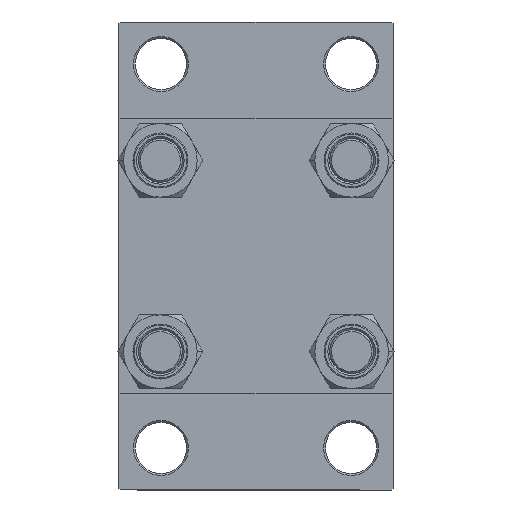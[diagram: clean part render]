
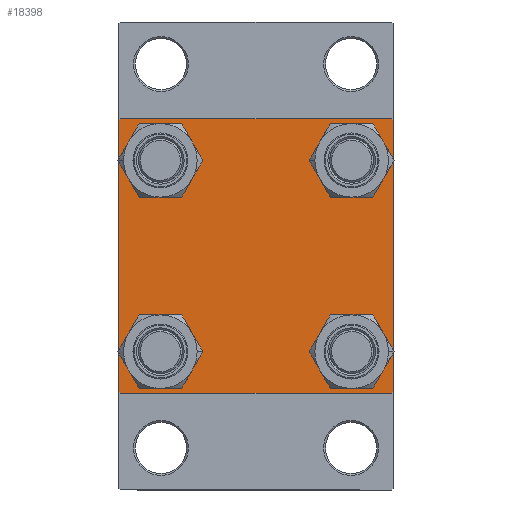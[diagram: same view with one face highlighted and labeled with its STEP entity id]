
A CAD part, left-side view. The second image highlights one B-rep face of the part: STEP entity #18398.
In plain terms, the highlighted planar face has unit normal (-1, 0, 0).
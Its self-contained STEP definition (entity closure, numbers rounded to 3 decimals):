
#744 = LINE ( 'NONE', #29499, #4100 ) ;
#979 = ORIENTED_EDGE ( 'NONE', *, *, #34540, .T. ) ;
#1205 = EDGE_CURVE ( 'NONE', #7587, #40837, #26113, .T. ) ;
#2367 = CARTESIAN_POINT ( 'NONE',  ( 0., 26.15, 26.15 ) ) ;
#2696 = DIRECTION ( 'NONE',  ( -1., 0., 0. ) ) ;
#3116 = CARTESIAN_POINT ( 'NONE',  ( 0., -26.15, 26.15 ) ) ;
#3182 = DIRECTION ( 'NONE',  ( 0., -1., 0. ) ) ;
#3398 = CIRCLE ( 'NONE', #18705, 6.5 ) ;
#3587 = AXIS2_PLACEMENT_3D ( 'NONE', #14429, #2696, #43429 ) ;
#3850 = EDGE_CURVE ( 'NONE', #17600, #39452, #7185, .T. ) ;
#3915 = AXIS2_PLACEMENT_3D ( 'NONE', #16895, #6802, #38682 ) ;
#4069 = CARTESIAN_POINT ( 'NONE',  ( 0., 37.5, 37.5 ) ) ;
#4100 = VECTOR ( 'NONE', #44147, 1000. ) ;
#4406 = VERTEX_POINT ( 'NONE', #30819 ) ;
#4639 = AXIS2_PLACEMENT_3D ( 'NONE', #23017, #20784, #22781 ) ;
#5713 = AXIS2_PLACEMENT_3D ( 'NONE', #15006, #19314, #37265 ) ;
#5773 = ORIENTED_EDGE ( 'NONE', *, *, #19494, .T. ) ;
#5845 = AXIS2_PLACEMENT_3D ( 'NONE', #9623, #27805, #35228 ) ;
#6031 = LINE ( 'NONE', #13236, #38952 ) ;
#6203 = EDGE_LOOP ( 'NONE', ( #18201, #43395 ) ) ;
#6622 = ORIENTED_EDGE ( 'NONE', *, *, #20616, .F. ) ;
#6626 = CARTESIAN_POINT ( 'NONE',  ( 0., 37., -37.5 ) ) ;
#6802 = DIRECTION ( 'NONE',  ( 1., 0., 0. ) ) ;
#6947 = DIRECTION ( 'NONE',  ( 1., 0., 0. ) ) ;
#7185 = LINE ( 'NONE', #32803, #32199 ) ;
#7582 = CIRCLE ( 'NONE', #10639, 6.5 ) ;
#7587 = VERTEX_POINT ( 'NONE', #26320 ) ;
#7969 = EDGE_CURVE ( 'NONE', #22009, #25234, #31943, .T. ) ;
#8222 = AXIS2_PLACEMENT_3D ( 'NONE', #3116, #6947, #10324 ) ;
#8562 = ORIENTED_EDGE ( 'NONE', *, *, #16417, .T. ) ;
#9530 = VECTOR ( 'NONE', #18695, 1000. ) ;
#9573 = DIRECTION ( 'NONE',  ( 1., 0., 0. ) ) ;
#9623 = CARTESIAN_POINT ( 'NONE',  ( 0., -26.15, -26.15 ) ) ;
#10324 = DIRECTION ( 'NONE',  ( 0., 0., 1. ) ) ;
#10360 = FACE_BOUND ( 'NONE', #14558, .T. ) ;
#10552 = VERTEX_POINT ( 'NONE', #13884 ) ;
#10554 = DIRECTION ( 'NONE',  ( 0., 0.707, -0.707 ) ) ;
#10639 = AXIS2_PLACEMENT_3D ( 'NONE', #2367, #9573, #30886 ) ;
#11367 = CARTESIAN_POINT ( 'NONE',  ( 0., -37., 37.5 ) ) ;
#11375 = CARTESIAN_POINT ( 'NONE',  ( 0., 26.15, -19.65 ) ) ;
#11770 = EDGE_CURVE ( 'NONE', #32590, #23109, #20251, .T. ) ;
#12257 = EDGE_CURVE ( 'NONE', #38686, #4406, #3398, .T. ) ;
#12839 = EDGE_LOOP ( 'NONE', ( #19751, #35759 ) ) ;
#13236 = CARTESIAN_POINT ( 'NONE',  ( 0., 37.25, -37.25 ) ) ;
#13633 = CIRCLE ( 'NONE', #46560, 6.5 ) ;
#13873 = LINE ( 'NONE', #24413, #34329 ) ;
#13884 = CARTESIAN_POINT ( 'NONE',  ( 0., 37.5, -37. ) ) ;
#13987 = CARTESIAN_POINT ( 'NONE',  ( 0., 37.5, -37.5 ) ) ;
#14191 = PLANE ( 'NONE',  #3587 ) ;
#14249 = EDGE_CURVE ( 'NONE', #25896, #14553, #33443, .T. ) ;
#14258 = CIRCLE ( 'NONE', #5845, 6.5 ) ;
#14312 = DIRECTION ( 'NONE',  ( 0., 0.707, 0.707 ) ) ;
#14429 = CARTESIAN_POINT ( 'NONE',  ( 0., 0., 0. ) ) ;
#14553 = VERTEX_POINT ( 'NONE', #11367 ) ;
#14558 = EDGE_LOOP ( 'NONE', ( #29892, #8562 ) ) ;
#15006 = CARTESIAN_POINT ( 'NONE',  ( 0., 26.15, -26.15 ) ) ;
#16399 = ORIENTED_EDGE ( 'NONE', *, *, #7969, .T. ) ;
#16417 = EDGE_CURVE ( 'NONE', #40837, #7587, #14258, .T. ) ;
#16477 = ORIENTED_EDGE ( 'NONE', *, *, #26839, .F. ) ;
#16520 = CARTESIAN_POINT ( 'NONE',  ( 0., -37.5, -37. ) ) ;
#16559 = ORIENTED_EDGE ( 'NONE', *, *, #40090, .T. ) ;
#16895 = CARTESIAN_POINT ( 'NONE',  ( 0., -26.15, -26.15 ) ) ;
#17102 = DIRECTION ( 'NONE',  ( 0., 0., 1. ) ) ;
#17240 = DIRECTION ( 'NONE',  ( 0., -0.707, 0.707 ) ) ;
#17600 = VERTEX_POINT ( 'NONE', #45785 ) ;
#17738 = CARTESIAN_POINT ( 'NONE',  ( 0., -37.5, 37.5 ) ) ;
#18201 = ORIENTED_EDGE ( 'NONE', *, *, #35439, .T. ) ;
#18254 = VERTEX_POINT ( 'NONE', #46853 ) ;
#18398 = ADVANCED_FACE ( 'NONE', ( #20915, #10360, #39583, #24260, #35962 ), #14191, .T. ) ;
#18695 = DIRECTION ( 'NONE',  ( 0., -1., 0. ) ) ;
#18705 = AXIS2_PLACEMENT_3D ( 'NONE', #41412, #44547, #19847 ) ;
#19314 = DIRECTION ( 'NONE',  ( 1., 0., 0. ) ) ;
#19494 = EDGE_CURVE ( 'NONE', #39452, #10552, #744, .T. ) ;
#19751 = ORIENTED_EDGE ( 'NONE', *, *, #11770, .T. ) ;
#19847 = DIRECTION ( 'NONE',  ( 0., 0., 1. ) ) ;
#20251 = CIRCLE ( 'NONE', #5713, 6.5 ) ;
#20616 = EDGE_CURVE ( 'NONE', #17600, #14553, #36883, .T. ) ;
#20784 = DIRECTION ( 'NONE',  ( 1., 0., 0. ) ) ;
#20915 = FACE_BOUND ( 'NONE', #36268, .T. ) ;
#21615 = VECTOR ( 'NONE', #3182, 1000. ) ;
#21969 = CARTESIAN_POINT ( 'NONE',  ( 0., -37.25, 37.25 ) ) ;
#22009 = VERTEX_POINT ( 'NONE', #6626 ) ;
#22781 = DIRECTION ( 'NONE',  ( 0., 0., 1. ) ) ;
#23017 = CARTESIAN_POINT ( 'NONE',  ( 0., -26.15, 26.15 ) ) ;
#23109 = VERTEX_POINT ( 'NONE', #35609 ) ;
#24260 = FACE_BOUND ( 'NONE', #6203, .T. ) ;
#24408 = EDGE_LOOP ( 'NONE', ( #5773, #45976, #16399, #979, #16477, #35344, #6622, #30097 ) ) ;
#24413 = CARTESIAN_POINT ( 'NONE',  ( 0., -37.25, -37.25 ) ) ;
#24740 = DIRECTION ( 'NONE',  ( 1., 0., 0. ) ) ;
#25234 = VERTEX_POINT ( 'NONE', #35846 ) ;
#25280 = CIRCLE ( 'NONE', #4639, 6.5 ) ;
#25896 = VERTEX_POINT ( 'NONE', #30265 ) ;
#26113 = CIRCLE ( 'NONE', #3915, 6.5 ) ;
#26320 = CARTESIAN_POINT ( 'NONE',  ( 0., -26.15, -19.65 ) ) ;
#26839 = EDGE_CURVE ( 'NONE', #25896, #33462, #39535, .T. ) ;
#27171 = VECTOR ( 'NONE', #14312, 1000. ) ;
#27547 = EDGE_CURVE ( 'NONE', #18254, #37104, #39577, .T. ) ;
#27805 = DIRECTION ( 'NONE',  ( 1., 0., 0. ) ) ;
#28782 = EDGE_CURVE ( 'NONE', #23109, #32590, #13633, .T. ) ;
#29499 = CARTESIAN_POINT ( 'NONE',  ( 0., 37.5, 37.5 ) ) ;
#29569 = VECTOR ( 'NONE', #35684, 1000. ) ;
#29892 = ORIENTED_EDGE ( 'NONE', *, *, #1205, .T. ) ;
#30097 = ORIENTED_EDGE ( 'NONE', *, *, #3850, .T. ) ;
#30265 = CARTESIAN_POINT ( 'NONE',  ( 0., -37.5, 37. ) ) ;
#30819 = CARTESIAN_POINT ( 'NONE',  ( 0., 26.15, 32.65 ) ) ;
#30886 = DIRECTION ( 'NONE',  ( 0., 0., 1. ) ) ;
#31714 = CARTESIAN_POINT ( 'NONE',  ( 0., 26.15, 19.65 ) ) ;
#31943 = LINE ( 'NONE', #13987, #21615 ) ;
#32199 = VECTOR ( 'NONE', #10554, 1000. ) ;
#32590 = VERTEX_POINT ( 'NONE', #11375 ) ;
#32803 = CARTESIAN_POINT ( 'NONE',  ( 0., 37.25, 37.25 ) ) ;
#33443 = LINE ( 'NONE', #21969, #27171 ) ;
#33462 = VERTEX_POINT ( 'NONE', #16520 ) ;
#34329 = VECTOR ( 'NONE', #17240, 1000. ) ;
#34540 = EDGE_CURVE ( 'NONE', #25234, #33462, #13873, .T. ) ;
#35209 = EDGE_CURVE ( 'NONE', #10552, #22009, #6031, .T. ) ;
#35228 = DIRECTION ( 'NONE',  ( 0., 0., 1. ) ) ;
#35344 = ORIENTED_EDGE ( 'NONE', *, *, #14249, .T. ) ;
#35439 = EDGE_CURVE ( 'NONE', #4406, #38686, #7582, .T. ) ;
#35609 = CARTESIAN_POINT ( 'NONE',  ( 0., 26.15, -32.65 ) ) ;
#35684 = DIRECTION ( 'NONE',  ( 0., 0., -1. ) ) ;
#35759 = ORIENTED_EDGE ( 'NONE', *, *, #28782, .T. ) ;
#35846 = CARTESIAN_POINT ( 'NONE',  ( 0., -37., -37.5 ) ) ;
#35962 = FACE_OUTER_BOUND ( 'NONE', #24408, .T. ) ;
#36208 = CARTESIAN_POINT ( 'NONE',  ( 0., 26.15, -26.15 ) ) ;
#36268 = EDGE_LOOP ( 'NONE', ( #16559, #45730 ) ) ;
#36525 = CARTESIAN_POINT ( 'NONE',  ( 0., 37.5, 37. ) ) ;
#36883 = LINE ( 'NONE', #4069, #9530 ) ;
#37104 = VERTEX_POINT ( 'NONE', #42239 ) ;
#37265 = DIRECTION ( 'NONE',  ( 0., 0., 1. ) ) ;
#38682 = DIRECTION ( 'NONE',  ( 0., 0., 1. ) ) ;
#38686 = VERTEX_POINT ( 'NONE', #31714 ) ;
#38952 = VECTOR ( 'NONE', #42928, 1000. ) ;
#39452 = VERTEX_POINT ( 'NONE', #36525 ) ;
#39535 = LINE ( 'NONE', #17738, #29569 ) ;
#39577 = CIRCLE ( 'NONE', #8222, 6.5 ) ;
#39583 = FACE_BOUND ( 'NONE', #12839, .T. ) ;
#40090 = EDGE_CURVE ( 'NONE', #37104, #18254, #25280, .T. ) ;
#40837 = VERTEX_POINT ( 'NONE', #45940 ) ;
#41412 = CARTESIAN_POINT ( 'NONE',  ( 0., 26.15, 26.15 ) ) ;
#42239 = CARTESIAN_POINT ( 'NONE',  ( 0., -26.15, 32.65 ) ) ;
#42928 = DIRECTION ( 'NONE',  ( 0., -0.707, -0.707 ) ) ;
#43395 = ORIENTED_EDGE ( 'NONE', *, *, #12257, .T. ) ;
#43429 = DIRECTION ( 'NONE',  ( 0., 0., 1. ) ) ;
#44147 = DIRECTION ( 'NONE',  ( 0., 0., -1. ) ) ;
#44547 = DIRECTION ( 'NONE',  ( 1., 0., 0. ) ) ;
#45730 = ORIENTED_EDGE ( 'NONE', *, *, #27547, .T. ) ;
#45785 = CARTESIAN_POINT ( 'NONE',  ( 0., 37., 37.5 ) ) ;
#45940 = CARTESIAN_POINT ( 'NONE',  ( 0., -26.15, -32.65 ) ) ;
#45976 = ORIENTED_EDGE ( 'NONE', *, *, #35209, .T. ) ;
#46560 = AXIS2_PLACEMENT_3D ( 'NONE', #36208, #24740, #17102 ) ;
#46853 = CARTESIAN_POINT ( 'NONE',  ( 0., -26.15, 19.65 ) ) ;
